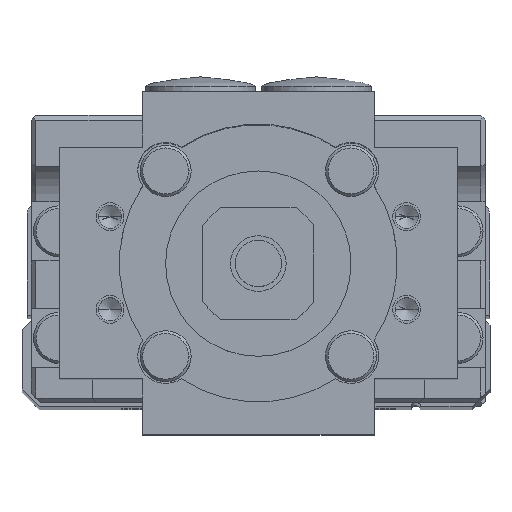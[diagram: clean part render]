
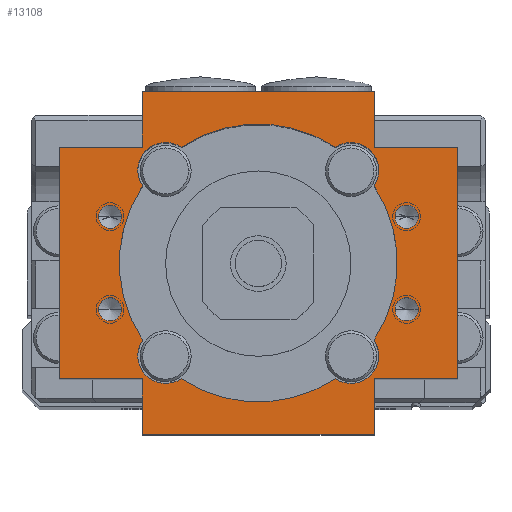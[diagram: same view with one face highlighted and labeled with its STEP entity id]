
A CAD part, top view. The second image highlights one B-rep face of the part: STEP entity #13108.
In plain terms, the highlighted planar face has unit normal (0, 0, 1).
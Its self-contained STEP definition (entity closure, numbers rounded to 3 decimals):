
#11987=DIRECTION('',(0.,-1.,0.));
#11988=VECTOR('',#11987,6.);
#11989=CARTESIAN_POINT('',(12.5,18.5,0.));
#11990=LINE('',#11989,#11988);
#11991=DIRECTION('',(-1.,0.,0.));
#11992=VECTOR('',#11991,9.);
#11993=CARTESIAN_POINT('',(21.5,12.5,0.));
#11994=LINE('',#11993,#11992);
#11995=DIRECTION('',(0.,1.,0.));
#11996=VECTOR('',#11995,25.);
#11997=CARTESIAN_POINT('',(21.5,-12.5,0.));
#11998=LINE('',#11997,#11996);
#11999=DIRECTION('',(-1.,0.,0.));
#12000=VECTOR('',#11999,9.);
#12001=CARTESIAN_POINT('',(21.5,-12.5,0.));
#12002=LINE('',#12001,#12000);
#12003=DIRECTION('',(0.,1.,0.));
#12004=VECTOR('',#12003,6.);
#12005=CARTESIAN_POINT('',(12.5,-18.5,0.));
#12006=LINE('',#12005,#12004);
#12007=DIRECTION('',(1.,0.,0.));
#12008=VECTOR('',#12007,25.);
#12009=CARTESIAN_POINT('',(-12.5,-18.5,0.));
#12010=LINE('',#12009,#12008);
#12011=DIRECTION('',(0.,1.,0.));
#12012=VECTOR('',#12011,6.);
#12013=CARTESIAN_POINT('',(-12.5,-18.5,0.));
#12014=LINE('',#12013,#12012);
#12015=DIRECTION('',(1.,0.,0.));
#12016=VECTOR('',#12015,9.);
#12017=CARTESIAN_POINT('',(-21.5,-12.5,0.));
#12018=LINE('',#12017,#12016);
#12019=DIRECTION('',(0.,-1.,0.));
#12020=VECTOR('',#12019,25.);
#12021=CARTESIAN_POINT('',(-21.5,12.5,0.));
#12022=LINE('',#12021,#12020);
#12023=DIRECTION('',(1.,0.,0.));
#12024=VECTOR('',#12023,9.);
#12025=CARTESIAN_POINT('',(-21.5,12.5,0.));
#12026=LINE('',#12025,#12024);
#12027=DIRECTION('',(0.,-1.,0.));
#12028=VECTOR('',#12027,6.);
#12029=CARTESIAN_POINT('',(-12.5,18.5,0.));
#12030=LINE('',#12029,#12028);
#12031=DIRECTION('',(-1.,0.,0.));
#12032=VECTOR('',#12031,25.);
#12033=CARTESIAN_POINT('',(12.5,18.5,0.));
#12034=LINE('',#12033,#12032);
#12035=CARTESIAN_POINT('',(10.,10.,0.));
#12036=DIRECTION('',(0.,0.,1.));
#12037=DIRECTION('',(0.828,-0.561,0.));
#12038=AXIS2_PLACEMENT_3D('',#12035,#12036,#12037);
#12040=CARTESIAN_POINT('',(0.,0.,0.));
#12041=DIRECTION('',(0.,0.,1.));
#12042=DIRECTION('',(0.554,0.832,0.));
#12043=AXIS2_PLACEMENT_3D('',#12040,#12041,#12042);
#12045=CARTESIAN_POINT('',(-10.,10.,0.));
#12046=DIRECTION('',(0.,0.,1.));
#12047=DIRECTION('',(0.561,0.828,0.));
#12048=AXIS2_PLACEMENT_3D('',#12045,#12046,#12047);
#12050=CARTESIAN_POINT('',(-10.,-10.,0.));
#12051=DIRECTION('',(0.,0.,1.));
#12052=DIRECTION('',(-0.828,0.561,0.));
#12053=AXIS2_PLACEMENT_3D('',#12050,#12051,#12052);
#12055=CARTESIAN_POINT('',(0.,0.,0.));
#12056=DIRECTION('',(0.,0.,1.));
#12057=DIRECTION('',(-0.554,-0.832,0.));
#12058=AXIS2_PLACEMENT_3D('',#12055,#12056,#12057);
#12060=CARTESIAN_POINT('',(10.,-10.,0.));
#12061=DIRECTION('',(0.,0.,1.));
#12062=DIRECTION('',(-0.561,-0.828,0.));
#12063=AXIS2_PLACEMENT_3D('',#12060,#12061,#12062);
#12065=CARTESIAN_POINT('',(-16.,5.,0.));
#12066=DIRECTION('',(0.,0.,1.));
#12067=DIRECTION('',(-1.,0.,0.));
#12068=AXIS2_PLACEMENT_3D('',#12065,#12066,#12067);
#12070=CARTESIAN_POINT('',(-16.,5.,0.));
#12071=DIRECTION('',(0.,0.,1.));
#12072=DIRECTION('',(1.,0.,0.));
#12073=AXIS2_PLACEMENT_3D('',#12070,#12071,#12072);
#12075=CARTESIAN_POINT('',(16.,5.,0.));
#12076=DIRECTION('',(0.,0.,1.));
#12077=DIRECTION('',(-1.,0.,0.));
#12078=AXIS2_PLACEMENT_3D('',#12075,#12076,#12077);
#12080=CARTESIAN_POINT('',(16.,5.,0.));
#12081=DIRECTION('',(0.,0.,1.));
#12082=DIRECTION('',(1.,0.,0.));
#12083=AXIS2_PLACEMENT_3D('',#12080,#12081,#12082);
#12085=CARTESIAN_POINT('',(-16.,-5.,0.));
#12086=DIRECTION('',(0.,0.,1.));
#12087=DIRECTION('',(-1.,0.,0.));
#12088=AXIS2_PLACEMENT_3D('',#12085,#12086,#12087);
#12090=CARTESIAN_POINT('',(-16.,-5.,0.));
#12091=DIRECTION('',(0.,0.,1.));
#12092=DIRECTION('',(1.,0.,0.));
#12093=AXIS2_PLACEMENT_3D('',#12090,#12091,#12092);
#12095=CARTESIAN_POINT('',(16.,-5.,0.));
#12096=DIRECTION('',(0.,0.,1.));
#12097=DIRECTION('',(-1.,0.,0.));
#12098=AXIS2_PLACEMENT_3D('',#12095,#12096,#12097);
#12100=CARTESIAN_POINT('',(16.,-5.,0.));
#12101=DIRECTION('',(0.,0.,1.));
#12102=DIRECTION('',(1.,0.,0.));
#12103=AXIS2_PLACEMENT_3D('',#12100,#12101,#12102);
#12347=CARTESIAN_POINT('',(0.,0.,0.));
#12348=DIRECTION('',(0.,0.,-1.));
#12349=DIRECTION('',(0.832,0.554,0.));
#12350=AXIS2_PLACEMENT_3D('',#12347,#12348,#12349);
#12382=CARTESIAN_POINT('',(0.,0.,0.));
#12383=DIRECTION('',(0.,0.,-1.));
#12384=DIRECTION('',(-0.832,-0.554,0.));
#12385=AXIS2_PLACEMENT_3D('',#12382,#12383,#12384);
#12835=CARTESIAN_POINT('',(12.483,8.317,0.));
#12836=CARTESIAN_POINT('',(8.317,12.483,0.));
#12837=VERTEX_POINT('',#12835);
#12838=VERTEX_POINT('',#12836);
#12839=CARTESIAN_POINT('',(-12.483,-8.317,0.));
#12840=CARTESIAN_POINT('',(-8.317,-12.483,0.));
#12841=VERTEX_POINT('',#12839);
#12842=VERTEX_POINT('',#12840);
#12843=CARTESIAN_POINT('',(-8.317,12.483,0.));
#12844=CARTESIAN_POINT('',(-12.483,8.317,0.));
#12845=VERTEX_POINT('',#12843);
#12846=VERTEX_POINT('',#12844);
#12847=CARTESIAN_POINT('',(8.317,-12.483,0.));
#12848=CARTESIAN_POINT('',(12.483,-8.317,0.));
#12849=VERTEX_POINT('',#12847);
#12850=VERTEX_POINT('',#12848);
#12885=CARTESIAN_POINT('',(-17.25,5.,0.));
#12886=CARTESIAN_POINT('',(-14.75,5.,0.));
#12887=VERTEX_POINT('',#12885);
#12888=VERTEX_POINT('',#12886);
#12895=CARTESIAN_POINT('',(14.75,5.,0.));
#12896=CARTESIAN_POINT('',(17.25,5.,0.));
#12897=VERTEX_POINT('',#12895);
#12898=VERTEX_POINT('',#12896);
#12905=CARTESIAN_POINT('',(-17.25,-5.,0.));
#12906=CARTESIAN_POINT('',(-14.75,-5.,0.));
#12907=VERTEX_POINT('',#12905);
#12908=VERTEX_POINT('',#12906);
#12915=CARTESIAN_POINT('',(14.75,-5.,0.));
#12916=CARTESIAN_POINT('',(17.25,-5.,0.));
#12917=VERTEX_POINT('',#12915);
#12918=VERTEX_POINT('',#12916);
#12987=CARTESIAN_POINT('',(12.5,18.5,0.));
#12988=CARTESIAN_POINT('',(12.5,12.5,0.));
#12989=VERTEX_POINT('',#12987);
#12990=VERTEX_POINT('',#12988);
#12991=CARTESIAN_POINT('',(21.5,12.5,0.));
#12992=VERTEX_POINT('',#12991);
#12993=CARTESIAN_POINT('',(-21.5,12.5,0.));
#12994=CARTESIAN_POINT('',(-12.5,12.5,0.));
#12995=VERTEX_POINT('',#12993);
#12996=VERTEX_POINT('',#12994);
#12997=CARTESIAN_POINT('',(-12.5,18.5,0.));
#12998=VERTEX_POINT('',#12997);
#12999=CARTESIAN_POINT('',(21.5,-12.5,0.));
#13000=CARTESIAN_POINT('',(12.5,-12.5,0.));
#13001=VERTEX_POINT('',#12999);
#13002=VERTEX_POINT('',#13000);
#13003=CARTESIAN_POINT('',(12.5,-18.5,0.));
#13004=VERTEX_POINT('',#13003);
#13005=CARTESIAN_POINT('',(-12.5,-18.5,0.));
#13006=CARTESIAN_POINT('',(-12.5,-12.5,0.));
#13007=VERTEX_POINT('',#13005);
#13008=VERTEX_POINT('',#13006);
#13009=CARTESIAN_POINT('',(-21.5,-12.5,0.));
#13010=VERTEX_POINT('',#13009);
#13035=CARTESIAN_POINT('',(0.,0.,0.));
#13036=DIRECTION('',(0.,0.,1.));
#13037=DIRECTION('',(1.,0.,0.));
#13038=AXIS2_PLACEMENT_3D('',#13035,#13036,#13037);
#13039=PLANE('',#13038);
#13041=ORIENTED_EDGE('',*,*,#13040,.T.);
#13043=ORIENTED_EDGE('',*,*,#13042,.F.);
#13045=ORIENTED_EDGE('',*,*,#13044,.F.);
#13047=ORIENTED_EDGE('',*,*,#13046,.T.);
#13049=ORIENTED_EDGE('',*,*,#13048,.F.);
#13051=ORIENTED_EDGE('',*,*,#13050,.F.);
#13053=ORIENTED_EDGE('',*,*,#13052,.T.);
#13055=ORIENTED_EDGE('',*,*,#13054,.F.);
#13057=ORIENTED_EDGE('',*,*,#13056,.F.);
#13059=ORIENTED_EDGE('',*,*,#13058,.T.);
#13061=ORIENTED_EDGE('',*,*,#13060,.F.);
#13063=ORIENTED_EDGE('',*,*,#13062,.F.);
#13064=EDGE_LOOP('',(#13041,#13043,#13045,#13047,#13049,#13051,#13053,#13055,
#13057,#13059,#13061,#13063));
#13065=FACE_OUTER_BOUND('',#13064,.F.);
#13067=ORIENTED_EDGE('',*,*,#13066,.T.);
#13069=ORIENTED_EDGE('',*,*,#13068,.T.);
#13071=ORIENTED_EDGE('',*,*,#13070,.T.);
#13073=ORIENTED_EDGE('',*,*,#13072,.F.);
#13075=ORIENTED_EDGE('',*,*,#13074,.T.);
#13077=ORIENTED_EDGE('',*,*,#13076,.T.);
#13079=ORIENTED_EDGE('',*,*,#13078,.T.);
#13081=ORIENTED_EDGE('',*,*,#13080,.F.);
#13082=EDGE_LOOP('',(#13067,#13069,#13071,#13073,#13075,#13077,#13079,#13081));
#13083=FACE_BOUND('',#13082,.F.);
#13085=ORIENTED_EDGE('',*,*,#13084,.T.);
#13087=ORIENTED_EDGE('',*,*,#13086,.T.);
#13088=EDGE_LOOP('',(#13085,#13087));
#13089=FACE_BOUND('',#13088,.F.);
#13091=ORIENTED_EDGE('',*,*,#13090,.T.);
#13093=ORIENTED_EDGE('',*,*,#13092,.T.);
#13094=EDGE_LOOP('',(#13091,#13093));
#13095=FACE_BOUND('',#13094,.F.);
#13097=ORIENTED_EDGE('',*,*,#13096,.T.);
#13099=ORIENTED_EDGE('',*,*,#13098,.T.);
#13100=EDGE_LOOP('',(#13097,#13099));
#13101=FACE_BOUND('',#13100,.F.);
#13103=ORIENTED_EDGE('',*,*,#13102,.T.);
#13105=ORIENTED_EDGE('',*,*,#13104,.T.);
#13106=EDGE_LOOP('',(#13103,#13105));
#13107=FACE_BOUND('',#13106,.F.);
#13108=ADVANCED_FACE('',(#13065,#13083,#13089,#13095,#13101,#13107),#13039,.T.);
#12039=CIRCLE('',#12038,3.);
#12044=CIRCLE('',#12043,15.);
#12049=CIRCLE('',#12048,3.);
#12054=CIRCLE('',#12053,3.);
#12059=CIRCLE('',#12058,15.);
#12064=CIRCLE('',#12063,3.);
#12069=CIRCLE('',#12068,1.25);
#12074=CIRCLE('',#12073,1.25);
#12079=CIRCLE('',#12078,1.25);
#12084=CIRCLE('',#12083,1.25);
#12089=CIRCLE('',#12088,1.25);
#12094=CIRCLE('',#12093,1.25);
#12099=CIRCLE('',#12098,1.25);
#12104=CIRCLE('',#12103,1.25);
#12351=CIRCLE('',#12350,15.);
#12386=CIRCLE('',#12385,15.);
#13040=EDGE_CURVE('',#12989,#12990,#11990,.T.);
#13042=EDGE_CURVE('',#12992,#12990,#11994,.T.);
#13044=EDGE_CURVE('',#13001,#12992,#11998,.T.);
#13046=EDGE_CURVE('',#13001,#13002,#12002,.T.);
#13048=EDGE_CURVE('',#13004,#13002,#12006,.T.);
#13050=EDGE_CURVE('',#13007,#13004,#12010,.T.);
#13052=EDGE_CURVE('',#13007,#13008,#12014,.T.);
#13054=EDGE_CURVE('',#13010,#13008,#12018,.T.);
#13056=EDGE_CURVE('',#12995,#13010,#12022,.T.);
#13058=EDGE_CURVE('',#12995,#12996,#12026,.T.);
#13060=EDGE_CURVE('',#12998,#12996,#12030,.T.);
#13062=EDGE_CURVE('',#12989,#12998,#12034,.T.);
#13066=EDGE_CURVE('',#12837,#12838,#12039,.T.);
#13068=EDGE_CURVE('',#12838,#12845,#12044,.T.);
#13070=EDGE_CURVE('',#12845,#12846,#12049,.T.);
#13072=EDGE_CURVE('',#12841,#12846,#12386,.T.);
#13074=EDGE_CURVE('',#12841,#12842,#12054,.T.);
#13076=EDGE_CURVE('',#12842,#12849,#12059,.T.);
#13078=EDGE_CURVE('',#12849,#12850,#12064,.T.);
#13080=EDGE_CURVE('',#12837,#12850,#12351,.T.);
#13084=EDGE_CURVE('',#12887,#12888,#12069,.T.);
#13086=EDGE_CURVE('',#12888,#12887,#12074,.T.);
#13090=EDGE_CURVE('',#12897,#12898,#12079,.T.);
#13092=EDGE_CURVE('',#12898,#12897,#12084,.T.);
#13096=EDGE_CURVE('',#12907,#12908,#12089,.T.);
#13098=EDGE_CURVE('',#12908,#12907,#12094,.T.);
#13102=EDGE_CURVE('',#12917,#12918,#12099,.T.);
#13104=EDGE_CURVE('',#12918,#12917,#12104,.T.);
